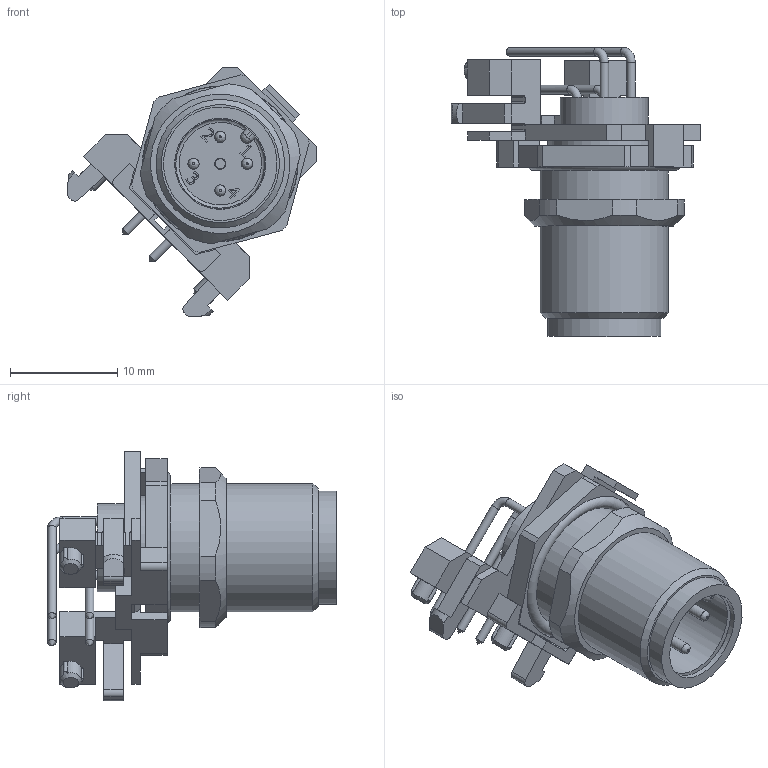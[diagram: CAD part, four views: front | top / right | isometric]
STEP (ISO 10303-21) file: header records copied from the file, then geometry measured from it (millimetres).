
FILE_DESCRIPTION(/* description */ (''),/* implementation_level */ '2;1');
FILE_NAME(/* name */ '43-01204_43K1A512.stp',/* time_stamp */ '2016-02-20T16:34:43+01:00',/* author */ ('Bodos'),/* organization */ (''),/* preprocessor_version */ 'ST-DEVELOPER v15.6',/* originating_system */ 'Autodesk Inventor 2015',/* authorisation */ '');
FILE_SCHEMA (('AUTOMOTIVE_DESIGN { 1 0 10303 214 3 1 1 }'));
Length unit declared in the file: centimetre
Products named in the file (1): 43K1A512
Bounding box: 23.31 x 26.96 x 23.31 mm (x, y, z)
Volume: 5 mm3; surface area: 5087.6 mm2
Topology: 9 solids, 14 shells, 329 faces, 863 edges, 572 vertices
Faces by surface type: plane 176, cylinder 83, bspline 36, cone 24, torus 10
Full cylindrical faces by diameter (mm): 0.8 x6, 1 x8, 1.05 x5, 1.6 x4, 1.7 x5, 8.3 x1, 8.5 x1, 9.7 x1, 10 x2, 10.6 x1, 11.1 x1, 12 x3
Entity records: 10262 total; most frequent: CARTESIAN_POINT 2393, ORIENTED_EDGE 1508, DIRECTION 1444, EDGE_CURVE 751, VERTEX_POINT 531, AXIS2_PLACEMENT_3D 489, LINE 466, VECTOR 466
